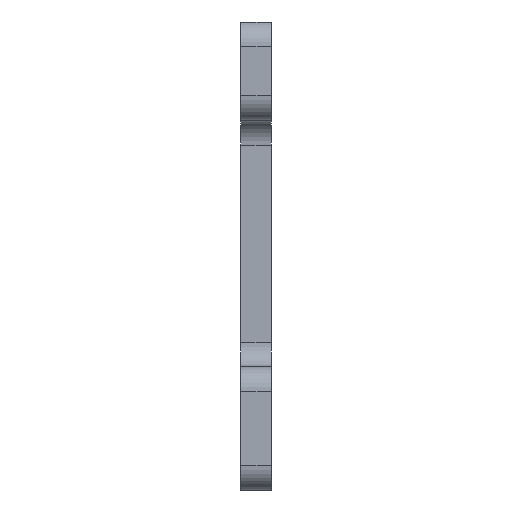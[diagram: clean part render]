
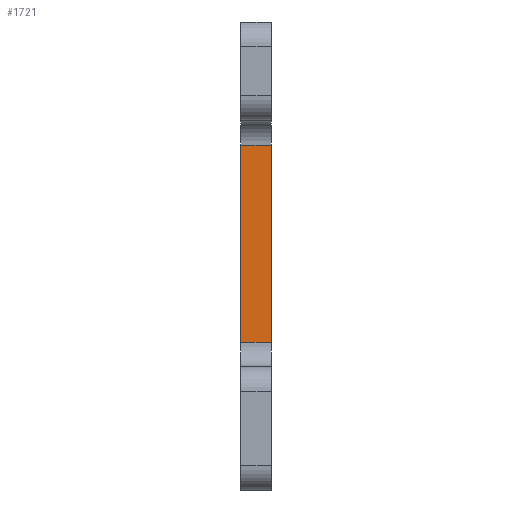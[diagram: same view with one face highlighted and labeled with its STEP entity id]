
A CAD part, left-side view. The second image highlights one B-rep face of the part: STEP entity #1721.
In plain terms, the highlighted planar face has unit normal (-1, 0, 0).
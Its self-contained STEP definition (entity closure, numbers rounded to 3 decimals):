
#18 = LINE ( 'NONE', #1237, #1240 ) ;
#53 = CARTESIAN_POINT ( 'NONE',  ( -17.5, 2.5, 0. ) ) ;
#141 = VERTEX_POINT ( 'NONE', #163 ) ;
#163 = CARTESIAN_POINT ( 'NONE',  ( -17.5, 0., 20. ) ) ;
#240 = FACE_OUTER_BOUND ( 'NONE', #548, .T. ) ;
#288 = EDGE_CURVE ( 'NONE', #959, #475, #18, .T. ) ;
#387 = CARTESIAN_POINT ( 'NONE',  ( -17.5, 0., 0. ) ) ;
#400 = CARTESIAN_POINT ( 'NONE',  ( -17.5, 2.5, 20. ) ) ;
#420 = CARTESIAN_POINT ( 'NONE',  ( -17.5, 2.5, 20. ) ) ;
#475 = VERTEX_POINT ( 'NONE', #2160 ) ;
#548 = EDGE_LOOP ( 'NONE', ( #2390, #1728, #820, #748 ) ) ;
#651 = DIRECTION ( 'NONE',  ( 0., 0., -1. ) ) ;
#748 = ORIENTED_EDGE ( 'NONE', *, *, #288, .T. ) ;
#786 = VECTOR ( 'NONE', #651, 1000. ) ;
#820 = ORIENTED_EDGE ( 'NONE', *, *, #1316, .T. ) ;
#959 = VERTEX_POINT ( 'NONE', #2565 ) ;
#1078 = DIRECTION ( 'NONE',  ( 0., 0., 1. ) ) ;
#1237 = CARTESIAN_POINT ( 'NONE',  ( -17.5, 0., 3.98 ) ) ;
#1240 = VECTOR ( 'NONE', #1262, 1000. ) ;
#1262 = DIRECTION ( 'NONE',  ( 0., -1., 0. ) ) ;
#1316 = EDGE_CURVE ( 'NONE', #2178, #959, #1706, .T. ) ;
#1435 = VECTOR ( 'NONE', #2081, 1000. ) ;
#1481 = AXIS2_PLACEMENT_3D ( 'NONE', #2059, #1644, #1078 ) ;
#1644 = DIRECTION ( 'NONE',  ( -1., 0., 0. ) ) ;
#1668 = LINE ( 'NONE', #387, #1435 ) ;
#1701 = PLANE ( 'NONE',  #1481 ) ;
#1706 = LINE ( 'NONE', #53, #786 ) ;
#1721 = ADVANCED_FACE ( 'NONE', ( #240 ), #1701, .T. ) ;
#1728 = ORIENTED_EDGE ( 'NONE', *, *, #2641, .T. ) ;
#1873 = EDGE_CURVE ( 'NONE', #141, #475, #1668, .T. ) ;
#2059 = CARTESIAN_POINT ( 'NONE',  ( -17.5, 2.5, 0. ) ) ;
#2081 = DIRECTION ( 'NONE',  ( 0., 0., -1. ) ) ;
#2125 = DIRECTION ( 'NONE',  ( 0., 1., 0. ) ) ;
#2160 = CARTESIAN_POINT ( 'NONE',  ( -17.5, 0., 3.98 ) ) ;
#2178 = VERTEX_POINT ( 'NONE', #420 ) ;
#2199 = VECTOR ( 'NONE', #2125, 1000. ) ;
#2390 = ORIENTED_EDGE ( 'NONE', *, *, #1873, .F. ) ;
#2542 = LINE ( 'NONE', #400, #2199 ) ;
#2565 = CARTESIAN_POINT ( 'NONE',  ( -17.5, 2.5, 3.98 ) ) ;
#2641 = EDGE_CURVE ( 'NONE', #141, #2178, #2542, .T. ) ;
